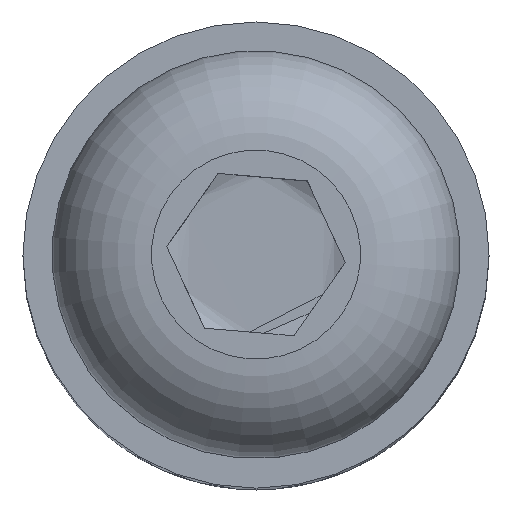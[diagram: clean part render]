
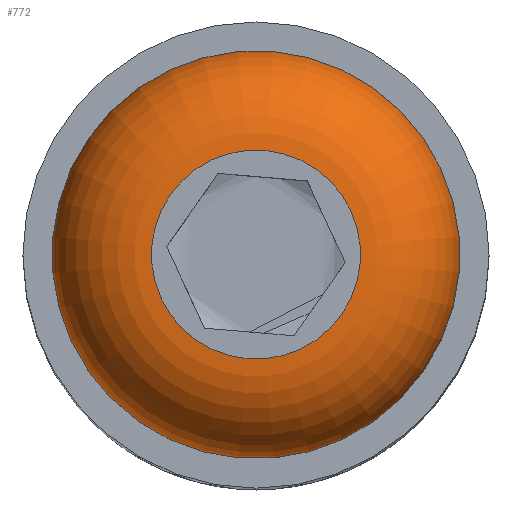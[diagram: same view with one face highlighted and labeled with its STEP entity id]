
A CAD part, top view. The second image highlights one B-rep face of the part: STEP entity #772.
In plain terms, the highlighted toroidal (fillet/blend) face has major radius 2.69 mm and minor radius 2.56 mm.
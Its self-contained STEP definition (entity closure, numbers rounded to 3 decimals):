
#46=TOROIDAL_SURFACE('',#964,2.69,2.56);
#127=FACE_OUTER_BOUND('',#177,.T.);
#177=EDGE_LOOP('',(#603,#604,#605,#606,#607,#608,#609));
#323=CIRCLE('',#965,5.25);
#324=CIRCLE('',#966,5.25);
#325=CIRCLE('',#967,2.56);
#326=CIRCLE('',#968,2.69);
#327=CIRCLE('',#969,2.69);
#328=CIRCLE('',#970,5.25);
#375=VERTEX_POINT('',#1363);
#376=VERTEX_POINT('',#1364);
#377=VERTEX_POINT('',#1366);
#378=VERTEX_POINT('',#1368);
#379=VERTEX_POINT('',#1370);
#462=EDGE_CURVE('',#375,#376,#323,.T.);
#463=EDGE_CURVE('',#376,#377,#324,.T.);
#464=EDGE_CURVE('',#377,#378,#325,.T.);
#465=EDGE_CURVE('',#378,#379,#326,.T.);
#466=EDGE_CURVE('',#379,#378,#327,.T.);
#467=EDGE_CURVE('',#377,#375,#328,.T.);
#603=ORIENTED_EDGE('',*,*,#462,.T.);
#604=ORIENTED_EDGE('',*,*,#463,.T.);
#605=ORIENTED_EDGE('',*,*,#464,.T.);
#606=ORIENTED_EDGE('',*,*,#465,.T.);
#607=ORIENTED_EDGE('',*,*,#466,.T.);
#608=ORIENTED_EDGE('',*,*,#464,.F.);
#609=ORIENTED_EDGE('',*,*,#467,.T.);
#772=ADVANCED_FACE('',(#127),#46,.T.);
#964=AXIS2_PLACEMENT_3D('',#1362,#1124,#1125);
#965=AXIS2_PLACEMENT_3D('',#1365,#1126,#1127);
#966=AXIS2_PLACEMENT_3D('',#1367,#1128,#1129);
#967=AXIS2_PLACEMENT_3D('',#1369,#1130,#1131);
#968=AXIS2_PLACEMENT_3D('',#1371,#1132,#1133);
#969=AXIS2_PLACEMENT_3D('',#1372,#1134,#1135);
#970=AXIS2_PLACEMENT_3D('',#1373,#1136,#1137);
#1124=DIRECTION('center_axis',(1.,0.,0.));
#1125=DIRECTION('ref_axis',(0.,0.,-1.));
#1126=DIRECTION('center_axis',(-1.,0.,0.));
#1127=DIRECTION('ref_axis',(0.,-1.,0.));
#1128=DIRECTION('center_axis',(-1.,0.,0.));
#1129=DIRECTION('ref_axis',(0.,-1.,0.));
#1130=DIRECTION('center_axis',(0.,-1.,0.));
#1131=DIRECTION('ref_axis',(0.,0.,1.));
#1132=DIRECTION('center_axis',(1.,0.,0.));
#1133=DIRECTION('ref_axis',(0.,-1.,0.));
#1134=DIRECTION('center_axis',(1.,0.,0.));
#1135=DIRECTION('ref_axis',(0.,-1.,0.));
#1136=DIRECTION('center_axis',(-1.,0.,0.));
#1137=DIRECTION('ref_axis',(0.,-1.,0.));
#1362=CARTESIAN_POINT('Origin',(-0.74,0.,
0.));
#1363=CARTESIAN_POINT('',(-0.74,5.25,0.));
#1364=CARTESIAN_POINT('',(-0.74,-5.25,0.));
#1365=CARTESIAN_POINT('Origin',(-0.74,0.,
0.));
#1366=CARTESIAN_POINT('',(-0.74,0.,5.25));
#1367=CARTESIAN_POINT('Origin',(-0.74,0.,
0.));
#1368=CARTESIAN_POINT('',(-3.3,0.,2.69));
#1369=CARTESIAN_POINT('Origin',(-0.74,0.,
2.69));
#1370=CARTESIAN_POINT('',(-3.3,2.69,0.));
#1371=CARTESIAN_POINT('Origin',(-3.3,0.,0.));
#1372=CARTESIAN_POINT('Origin',(-3.3,0.,0.));
#1373=CARTESIAN_POINT('Origin',(-0.74,0.,
0.));
